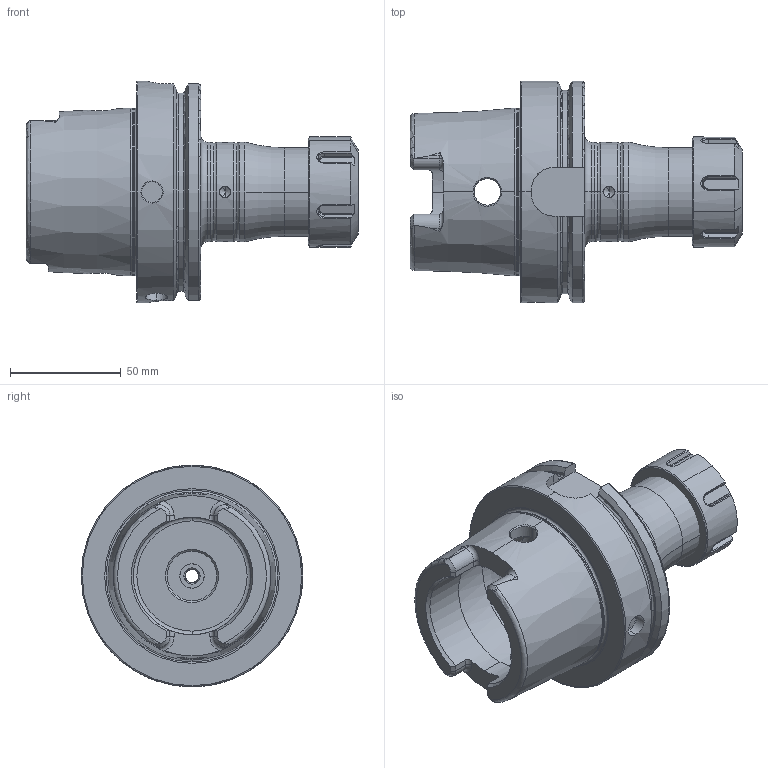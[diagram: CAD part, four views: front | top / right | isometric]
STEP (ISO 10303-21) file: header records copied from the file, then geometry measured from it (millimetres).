
FILE_DESCRIPTION (( 'STEP AP203' ), '1' );
FILE_NAME ('HA0.E32.K01.100.STEP', '2018-02-16T11:00:44', ( 'SWIAdmin' ), ( 'Hewlett-Packard Company' ), 'SwSTEP 2.0', 'SolidWorks 2017', '' );
FILE_SCHEMA (( 'CONFIG_CONTROL_DESIGN' ));
Length unit declared in the file: millimetre
Products named in the file (4): HA0.E32.K01.100; HA0-E32.K01.100_B_Fertigbearbeitung; ERU-AN5.K01.020_A; E32-ER1.001.022
Assembly tree (3 placements, depth 2):
  HA0.E32.K01.100
    HA0-E32.K01.100_B_Fertigbearbeitung
    ERU-AN5.K01.020_A
    E32-ER1.001.022
Bounding box: 149.9 x 100 x 100 mm (x, y, z)
Volume: 329433.6 mm3; surface area: 71060.5 mm2
Topology: 3 solids, 3 shells, 337 faces, 847 edges, 513 vertices
Faces by surface type: plane 126, cylinder 83, cone 73, torus 51, bspline 4
Entity records: 12373 total; most frequent: CARTESIAN_POINT 4116, ORIENTED_EDGE 1678, DIRECTION 1625, EDGE_CURVE 839, AXIS2_PLACEMENT_3D 642, VERTEX_POINT 513, EDGE_LOOP 352, VECTOR 341
